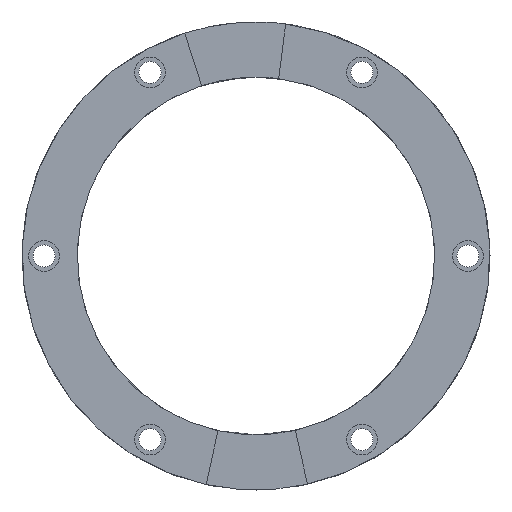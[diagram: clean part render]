
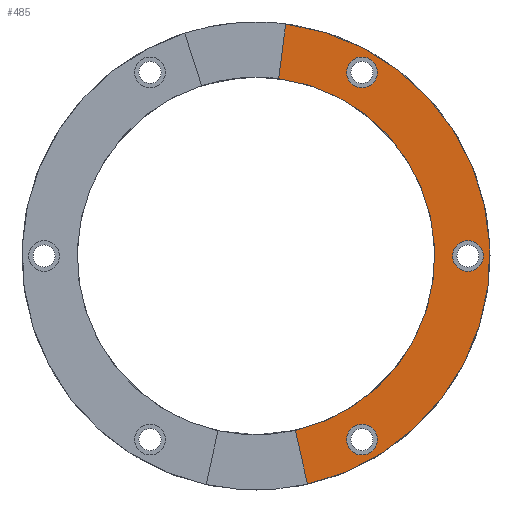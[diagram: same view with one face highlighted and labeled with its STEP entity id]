
A CAD part, left-side view. The second image highlights one B-rep face of the part: STEP entity #485.
In plain terms, the highlighted planar face has unit normal (-1, 0, 0).
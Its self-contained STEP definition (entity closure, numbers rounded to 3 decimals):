
#32=FACE_BOUND('',#124,.T.);
#33=FACE_BOUND('',#125,.T.);
#34=FACE_BOUND('',#126,.T.);
#59=CIRCLE('',#546,53.);
#60=CIRCLE('',#547,40.5);
#61=CIRCLE('',#548,3.5);
#62=CIRCLE('',#549,3.5);
#63=CIRCLE('',#550,3.5);
#91=FACE_OUTER_BOUND('',#123,.T.);
#123=EDGE_LOOP('',(#364,#365,#366,#367));
#124=EDGE_LOOP('',(#368));
#125=EDGE_LOOP('',(#369));
#126=EDGE_LOOP('',(#370));
#165=LINE('',#767,#195);
#173=LINE('',#788,#203);
#195=VECTOR('',#602,10.);
#203=VECTOR('',#620,10.);
#225=VERTEX_POINT('',#765);
#226=VERTEX_POINT('',#766);
#233=VERTEX_POINT('',#786);
#234=VERTEX_POINT('',#787);
#242=VERTEX_POINT('',#813);
#243=VERTEX_POINT('',#815);
#244=VERTEX_POINT('',#817);
#269=EDGE_CURVE('',#225,#226,#165,.T.);
#279=EDGE_CURVE('',#233,#234,#173,.T.);
#292=EDGE_CURVE('',#233,#226,#59,.T.);
#293=EDGE_CURVE('',#234,#225,#60,.T.);
#294=EDGE_CURVE('',#242,#242,#61,.T.);
#295=EDGE_CURVE('',#243,#243,#62,.T.);
#296=EDGE_CURVE('',#244,#244,#63,.T.);
#364=ORIENTED_EDGE('',*,*,#269,.T.);
#365=ORIENTED_EDGE('',*,*,#292,.F.);
#366=ORIENTED_EDGE('',*,*,#279,.T.);
#367=ORIENTED_EDGE('',*,*,#293,.T.);
#368=ORIENTED_EDGE('',*,*,#294,.T.);
#369=ORIENTED_EDGE('',*,*,#295,.T.);
#370=ORIENTED_EDGE('',*,*,#296,.T.);
#470=PLANE('',#545);
#485=ADVANCED_FACE('',(#91,#32,#33,#34),#470,.T.);
#545=AXIS2_PLACEMENT_3D('',#810,#646,#647);
#546=AXIS2_PLACEMENT_3D('',#811,#648,#649);
#547=AXIS2_PLACEMENT_3D('',#812,#650,#651);
#548=AXIS2_PLACEMENT_3D('',#814,#652,#653);
#549=AXIS2_PLACEMENT_3D('',#816,#654,#655);
#550=AXIS2_PLACEMENT_3D('',#818,#656,#657);
#602=DIRECTION('',(0.,-0.22,-0.975));
#620=DIRECTION('',(0.,0.127,-0.992));
#646=DIRECTION('center_axis',(-1.,0.,0.));
#647=DIRECTION('ref_axis',(0.,0.,1.));
#648=DIRECTION('center_axis',(1.,0.,0.));
#649=DIRECTION('ref_axis',(0.,0.,-1.));
#650=DIRECTION('center_axis',(1.,0.,0.));
#651=DIRECTION('ref_axis',(0.,0.,-1.));
#652=DIRECTION('center_axis',(1.,0.,0.));
#653=DIRECTION('ref_axis',(0.,0.,1.));
#654=DIRECTION('center_axis',(1.,0.,0.));
#655=DIRECTION('ref_axis',(0.,0.,1.));
#656=DIRECTION('center_axis',(1.,0.,0.));
#657=DIRECTION('ref_axis',(0.,0.,1.));
#765=CARTESIAN_POINT('',(0.,-8.915,-39.507));
#766=CARTESIAN_POINT('',(0.,-11.667,-51.7));
#767=CARTESIAN_POINT('',(0.,-11.524,-51.066));
#786=CARTESIAN_POINT('',(0.,-6.719,52.572));
#787=CARTESIAN_POINT('',(0.,-5.134,40.173));
#788=CARTESIAN_POINT('',(0.,0.765,-5.987));
#810=CARTESIAN_POINT('Origin',(0.,0.,-53.));
#811=CARTESIAN_POINT('Origin',(0.,0.,0.));
#812=CARTESIAN_POINT('Origin',(0.,0.,0.));
#813=CARTESIAN_POINT('',(0.,-24.,-45.069));
#814=CARTESIAN_POINT('Origin',(0.,-24.,-41.569));
#815=CARTESIAN_POINT('',(0.,-48.,-3.5));
#816=CARTESIAN_POINT('Origin',(0.,-48.,0.));
#817=CARTESIAN_POINT('',(0.,-24.,38.069));
#818=CARTESIAN_POINT('Origin',(0.,-24.,41.569));
